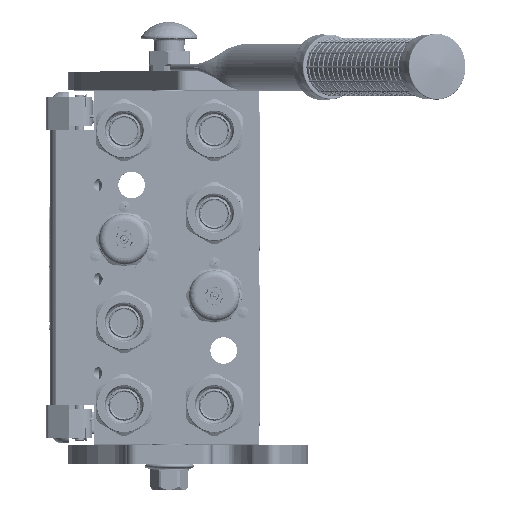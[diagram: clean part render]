
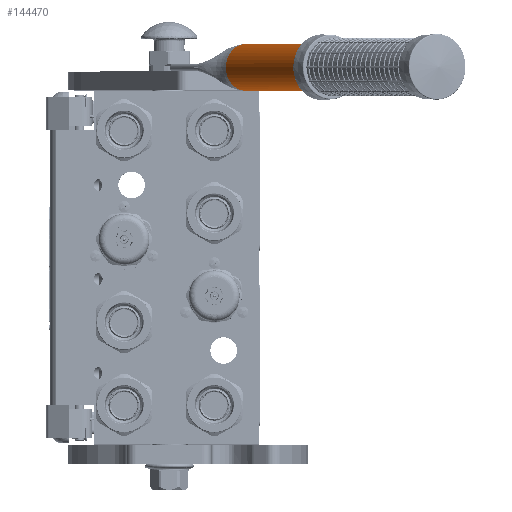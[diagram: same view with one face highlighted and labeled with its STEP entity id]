
A CAD part, top view. The second image highlights one B-rep face of the part: STEP entity #144470.
In plain terms, the highlighted cylindrical face has radius 12.5 mm (diameter 25 mm), a partial arc.
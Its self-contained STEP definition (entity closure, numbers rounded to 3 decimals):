
#3298 = ORIENTED_EDGE ( 'NONE', *, *, #67720, .F. ) ;
#4458 = CARTESIAN_POINT ( 'NONE',  ( 12.5, 198., 0. ) ) ;
#5816 = EDGE_CURVE ( 'NONE', #56682, #228649, #234572, .T. ) ;
#8555 = CARTESIAN_POINT ( 'NONE',  ( -12.456, 0.096, -1.087 ) ) ;
#10769 = DIRECTION ( 'NONE',  ( 0., 1., 0. ) ) ;
#11822 = LINE ( 'NONE', #199317, #158732 ) ;
#17173 = ORIENTED_EDGE ( 'NONE', *, *, #69980, .F. ) ;
#21370 = VERTEX_POINT ( 'NONE', #56638 ) ;
#23713 = AXIS2_PLACEMENT_3D ( 'NONE', #147243, #10769, #51726 ) ;
#24839 = CARTESIAN_POINT ( 'NONE',  ( 12.479, 0.172, -0.721 ) ) ;
#25667 = CARTESIAN_POINT ( 'NONE',  ( 12.478, 0.167, -0.748 ) ) ;
#26124 = CARTESIAN_POINT ( 'NONE',  ( -12.486, 0.195, -0.586 ) ) ;
#32468 = AXIS2_PLACEMENT_3D ( 'NONE', #179838, #196670, #121220 ) ;
#36418 = CARTESIAN_POINT ( 'NONE',  ( 12.426, 0., -1.36 ) ) ;
#42034 = EDGE_LOOP ( 'NONE', ( #145074, #231117, #64783, #57760, #158253, #17173, #3298 ) ) ;
#43764 = CARTESIAN_POINT ( 'NONE',  ( -12.482, 0.18, -0.676 ) ) ;
#45406 = CARTESIAN_POINT ( 'NONE',  ( -12.482, 0.182, -0.665 ) ) ;
#51726 = DIRECTION ( 'NONE',  ( 0.994, 0., -0.109 ) ) ;
#56638 = CARTESIAN_POINT ( 'NONE',  ( 12.5, 0.24, 0. ) ) ;
#56682 = VERTEX_POINT ( 'NONE', #87717 ) ;
#56951 = DIRECTION ( 'NONE',  ( 0., 1., 0. ) ) ;
#57760 = ORIENTED_EDGE ( 'NONE', *, *, #96129, .T. ) ;
#59263 = CARTESIAN_POINT ( 'NONE',  ( 12.466, 0.13, -0.917 ) ) ;
#64686 = CARTESIAN_POINT ( 'NONE',  ( -12.5, 0.24, 0. ) ) ;
#64783 = ORIENTED_EDGE ( 'NONE', *, *, #106623, .F. ) ;
#65514 = CARTESIAN_POINT ( 'NONE',  ( -12.494, 0.22, -0.394 ) ) ;
#66090 = DIRECTION ( 'NONE',  ( 0., 1., 0. ) ) ;
#67720 = EDGE_CURVE ( 'NONE', #219735, #21370, #134079, .T. ) ;
#69980 = EDGE_CURVE ( 'NONE', #21370, #194860, #11822, .T. ) ;
#72328 = VERTEX_POINT ( 'NONE', #199051 ) ;
#74556 = DIRECTION ( 'NONE',  ( 1., 0., 0. ) ) ;
#78505 = CARTESIAN_POINT ( 'NONE',  ( 12.467, 0.131, -0.91 ) ) ;
#83883 = CARTESIAN_POINT ( 'NONE',  ( -12.426, 0., -1.36 ) ) ;
#87717 = CARTESIAN_POINT ( 'NONE',  ( 0., 0., -12.5 ) ) ;
#96129 = EDGE_CURVE ( 'NONE', #162067, #72328, #100632, .T. ) ;
#97811 = CARTESIAN_POINT ( 'NONE',  ( 12.471, 0.146, -0.847 ) ) ;
#98658 = CARTESIAN_POINT ( 'NONE',  ( 12.474, 0.155, -0.804 ) ) ;
#99732 = EDGE_CURVE ( 'NONE', #194860, #72328, #178916, .T. ) ;
#100317 = CARTESIAN_POINT ( 'NONE',  ( 12.452, 0.083, -1.1 ) ) ;
#100632 = LINE ( 'NONE', #238364, #220469 ) ;
#102397 = CARTESIAN_POINT ( 'NONE',  ( -12.481, 0.178, -0.688 ) ) ;
#104030 = CARTESIAN_POINT ( 'NONE',  ( -12.488, 0.202, -0.541 ) ) ;
#106623 = EDGE_CURVE ( 'NONE', #162067, #228649, #166936, .T. ) ;
#116233 = CARTESIAN_POINT ( 'NONE',  ( 12.466, 0.127, -0.927 ) ) ;
#119537 = CARTESIAN_POINT ( 'NONE',  ( 12.461, 0.114, -0.981 ) ) ;
#120361 = CARTESIAN_POINT ( 'NONE',  ( 12.5, 0.24, 0. ) ) ;
#121220 = DIRECTION ( 'NONE',  ( 0.994, 0., -0.109 ) ) ;
#121625 = CARTESIAN_POINT ( 'NONE',  ( -12.426, 0., -1.36 ) ) ;
#123269 = CARTESIAN_POINT ( 'NONE',  ( -12.472, 0.146, -0.859 ) ) ;
#133330 = AXIS2_PLACEMENT_3D ( 'NONE', #180355, #142687, #164380 ) ;
#134079 = B_SPLINE_CURVE_WITH_KNOTS ( 'NONE', 3,
 ( #213372, #215015, #100317, #119537, #196633, #116233, #59263, #78505, #212537, #97811, #98658, #25667, #24839, #179803, #178131, #120361 ),
 .UNSPECIFIED., .F., .F.,
 ( 4, 2, 1, 2, 2, 1, 2, 2, 4 ),
 ( 0., 0.25, 0.313, 0.328, 0.344, 0.375, 0.438, 0.5, 1. ),
 .UNSPECIFIED. ) ;
#138005 = CARTESIAN_POINT ( 'NONE',  ( -12.5, 0.24, 0. ) ) ;
#140119 = CARTESIAN_POINT ( 'NONE',  ( -12.499, 0.235, -0.221 ) ) ;
#141759 = CARTESIAN_POINT ( 'NONE',  ( -12.492, 0.214, -0.452 ) ) ;
#142687 = DIRECTION ( 'NONE',  ( 0., -1., 0. ) ) ;
#143750 = FACE_OUTER_BOUND ( 'NONE', #42034, .T. ) ;
#144470 = ADVANCED_FACE ( 'NONE', ( #143750 ), #221575, .T. ) ;
#145074 = ORIENTED_EDGE ( 'NONE', *, *, #202081, .T. ) ;
#147243 = CARTESIAN_POINT ( 'NONE',  ( 0., 0., 0. ) ) ;
#158253 = ORIENTED_EDGE ( 'NONE', *, *, #99732, .F. ) ;
#158732 = VECTOR ( 'NONE', #66090, 1000. ) ;
#160213 = CARTESIAN_POINT ( 'NONE',  ( -12.484, 0.186, -0.638 ) ) ;
#162067 = VERTEX_POINT ( 'NONE', #138005 ) ;
#164380 = DIRECTION ( 'NONE',  ( 1., 0., 0. ) ) ;
#166936 = B_SPLINE_CURVE_WITH_KNOTS ( 'NONE', 3,
 ( #64686, #238069, #140119, #65514, #141759, #104030, #26124, #160213, #45406, #43764, #180242, #102397, #123269, #8555, #121625 ),
 .UNSPECIFIED., .F., .F.,
 ( 4, 2, 2, 1, 1, 1, 2, 2, 4 ),
 ( 0., 0.25, 0.375, 0.438, 0.469, 0.484, 0.492, 0.5, 1. ),
 .UNSPECIFIED. ) ;
#168937 = AXIS2_PLACEMENT_3D ( 'NONE', #230347, #56951, #74556 ) ;
#178131 = CARTESIAN_POINT ( 'NONE',  ( 12.5, 0.24, -0.216 ) ) ;
#178916 = CIRCLE ( 'NONE', #168937, 12.5 ) ;
#179803 = CARTESIAN_POINT ( 'NONE',  ( 12.494, 0.221, -0.449 ) ) ;
#179838 = CARTESIAN_POINT ( 'NONE',  ( 0., 0., 0. ) ) ;
#180242 = CARTESIAN_POINT ( 'NONE',  ( -12.481, 0.178, -0.683 ) ) ;
#180355 = CARTESIAN_POINT ( 'NONE',  ( 0., 0., 0. ) ) ;
#194860 = VERTEX_POINT ( 'NONE', #4458 ) ;
#194966 = CIRCLE ( 'NONE', #32468, 12.5 ) ;
#196633 = CARTESIAN_POINT ( 'NONE',  ( 12.464, 0.121, -0.953 ) ) ;
#196670 = DIRECTION ( 'NONE',  ( 0., 1., 0. ) ) ;
#199051 = CARTESIAN_POINT ( 'NONE',  ( -12.5, 198., 0. ) ) ;
#199317 = CARTESIAN_POINT ( 'NONE',  ( 12.5, 0.24, 0. ) ) ;
#202081 = EDGE_CURVE ( 'NONE', #219735, #56682, #194966, .T. ) ;
#212537 = CARTESIAN_POINT ( 'NONE',  ( 12.468, 0.136, -0.889 ) ) ;
#213372 = CARTESIAN_POINT ( 'NONE',  ( 12.426, 0., -1.36 ) ) ;
#215015 = CARTESIAN_POINT ( 'NONE',  ( 12.441, 0.049, -1.219 ) ) ;
#217385 = DIRECTION ( 'NONE',  ( 0., 1., 0. ) ) ;
#219735 = VERTEX_POINT ( 'NONE', #36418 ) ;
#220469 = VECTOR ( 'NONE', #217385, 1000. ) ;
#221575 = CYLINDRICAL_SURFACE ( 'NONE', #133330, 12.5 ) ;
#228649 = VERTEX_POINT ( 'NONE', #83883 ) ;
#230347 = CARTESIAN_POINT ( 'NONE',  ( 0., 198., 0. ) ) ;
#231117 = ORIENTED_EDGE ( 'NONE', *, *, #5816, .T. ) ;
#234572 = CIRCLE ( 'NONE', #23713, 12.5 ) ;
#238069 = CARTESIAN_POINT ( 'NONE',  ( -12.5, 0.24, -0.108 ) ) ;
#238364 = CARTESIAN_POINT ( 'NONE',  ( -12.5, 0.24, 0. ) ) ;
